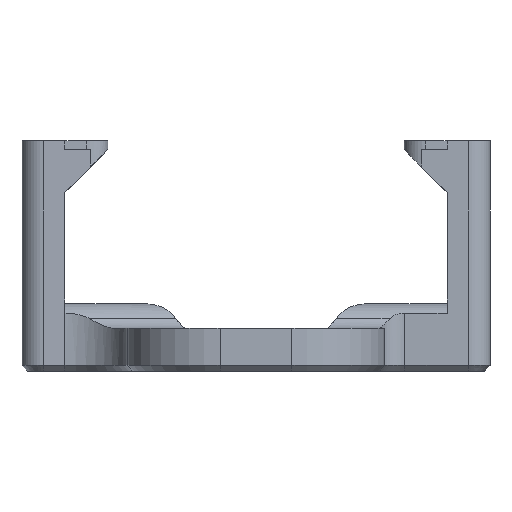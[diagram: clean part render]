
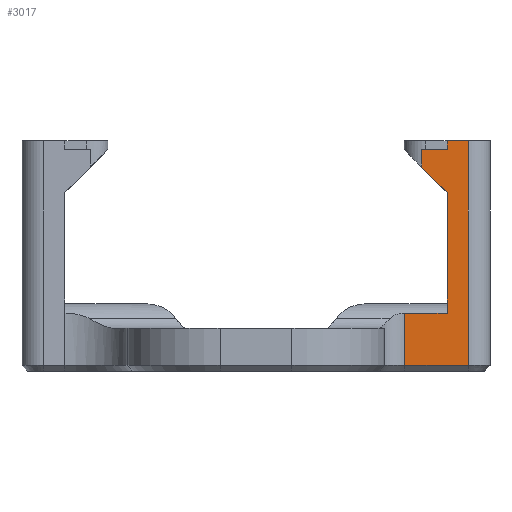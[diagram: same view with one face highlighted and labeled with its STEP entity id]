
A CAD part, left-side view. The second image highlights one B-rep face of the part: STEP entity #3017.
In plain terms, the highlighted planar face has unit normal (-1, 0.006, 0).
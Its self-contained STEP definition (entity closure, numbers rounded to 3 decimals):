
#309=FACE_OUTER_BOUND('',#483,.T.);
#483=EDGE_LOOP('',(#2174,#2175,#2176,#2177,#2178,#2179,#2180,#2181,#2182,
#2183));
#641=LINE('',#4420,#945);
#710=LINE('',#4661,#1014);
#711=LINE('',#4685,#1015);
#712=LINE('',#4687,#1016);
#713=LINE('',#4689,#1017);
#714=LINE('',#4691,#1018);
#715=LINE('',#4693,#1019);
#716=LINE('',#4695,#1020);
#717=LINE('',#4697,#1021);
#718=LINE('',#4698,#1022);
#945=VECTOR('',#3525,10.);
#1014=VECTOR('',#3734,10.);
#1015=VECTOR('',#3739,10.);
#1016=VECTOR('',#3740,10.);
#1017=VECTOR('',#3741,10.);
#1018=VECTOR('',#3742,10.);
#1019=VECTOR('',#3743,10.);
#1020=VECTOR('',#3744,10.);
#1021=VECTOR('',#3745,10.);
#1022=VECTOR('',#3746,10.);
#1248=VERTEX_POINT('',#4410);
#1250=VERTEX_POINT('',#4416);
#1321=VERTEX_POINT('',#4660);
#1324=VERTEX_POINT('',#4684);
#1325=VERTEX_POINT('',#4686);
#1326=VERTEX_POINT('',#4688);
#1327=VERTEX_POINT('',#4690);
#1328=VERTEX_POINT('',#4692);
#1329=VERTEX_POINT('',#4694);
#1330=VERTEX_POINT('',#4696);
#1547=EDGE_CURVE('',#1248,#1250,#641,.T.);
#1654=EDGE_CURVE('',#1250,#1321,#710,.T.);
#1658=EDGE_CURVE('',#1324,#1248,#711,.T.);
#1659=EDGE_CURVE('',#1325,#1324,#712,.T.);
#1660=EDGE_CURVE('',#1326,#1325,#713,.F.);
#1661=EDGE_CURVE('',#1327,#1326,#714,.T.);
#1662=EDGE_CURVE('',#1328,#1327,#715,.F.);
#1663=EDGE_CURVE('',#1328,#1329,#716,.T.);
#1664=EDGE_CURVE('',#1330,#1329,#717,.F.);
#1665=EDGE_CURVE('',#1330,#1321,#718,.T.);
#2174=ORIENTED_EDGE('',*,*,#1547,.F.);
#2175=ORIENTED_EDGE('',*,*,#1658,.F.);
#2176=ORIENTED_EDGE('',*,*,#1659,.F.);
#2177=ORIENTED_EDGE('',*,*,#1660,.F.);
#2178=ORIENTED_EDGE('',*,*,#1661,.F.);
#2179=ORIENTED_EDGE('',*,*,#1662,.F.);
#2180=ORIENTED_EDGE('',*,*,#1663,.T.);
#2181=ORIENTED_EDGE('',*,*,#1664,.F.);
#2182=ORIENTED_EDGE('',*,*,#1665,.T.);
#2183=ORIENTED_EDGE('',*,*,#1654,.F.);
#2902=PLANE('',#3252);
#3017=ADVANCED_FACE('',(#309),#2902,.T.);
#3252=AXIS2_PLACEMENT_3D('',#4683,#3737,#3738);
#3525=DIRECTION('',(0.006,1.,0.));
#3734=DIRECTION('',(0.,0.,1.));
#3737=DIRECTION('center_axis',(-1.,0.006,0.));
#3738=DIRECTION('ref_axis',(-0.006,-1.,0.));
#3739=DIRECTION('',(0.,0.,-1.));
#3740=DIRECTION('',(-0.006,-1.,0.));
#3741=DIRECTION('',(0.,0.,-1.));
#3742=DIRECTION('',(-0.006,-1.,0.));
#3743=DIRECTION('',(0.,0.,-1.));
#3744=DIRECTION('',(-0.004,-0.707,-0.707));
#3745=DIRECTION('',(0.,0.,-1.));
#3746=DIRECTION('',(0.006,1.,0.));
#4410=CARTESIAN_POINT('',(-17.998,-13.337,0.4));
#4416=CARTESIAN_POINT('',(-17.971,-8.893,0.4));
#4420=CARTESIAN_POINT('',(-17.937,-3.443,0.4));
#4660=CARTESIAN_POINT('',(-17.971,-8.893,4.061));
#4661=CARTESIAN_POINT('',(-17.971,-8.893,0.));
#4683=CARTESIAN_POINT('Origin',(-17.968,-8.496,0.));
#4684=CARTESIAN_POINT('',(-17.998,-13.337,16.1));
#4685=CARTESIAN_POINT('',(-17.998,-13.337,0.));
#4686=CARTESIAN_POINT('',(-17.989,-11.846,16.1));
#4687=CARTESIAN_POINT('',(-17.968,-8.496,16.1));
#4688=CARTESIAN_POINT('',(-17.989,-11.846,15.5));
#4689=CARTESIAN_POINT('',(-17.989,-11.846,7.9));
#4690=CARTESIAN_POINT('',(-17.978,-10.084,15.5));
#4691=CARTESIAN_POINT('',(-17.982,-10.647,15.5));
#4692=CARTESIAN_POINT('',(-17.978,-10.084,14.262));
#4693=CARTESIAN_POINT('',(-17.978,-10.084,15.65));
#4694=CARTESIAN_POINT('',(-17.989,-11.846,12.5));
#4695=CARTESIAN_POINT('',(-17.998,-13.372,10.975));
#4696=CARTESIAN_POINT('',(-17.989,-11.846,4.061));
#4697=CARTESIAN_POINT('',(-17.989,-11.846,0.));
#4698=CARTESIAN_POINT('',(-17.966,-8.029,4.061));
